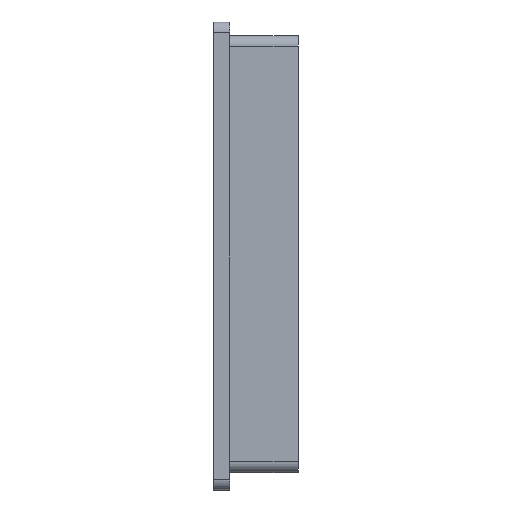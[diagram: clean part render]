
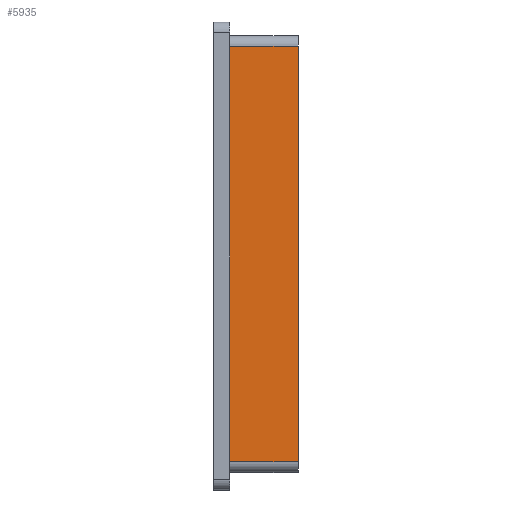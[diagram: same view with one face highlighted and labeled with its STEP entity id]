
A CAD part, left-side view. The second image highlights one B-rep face of the part: STEP entity #5935.
In plain terms, the highlighted planar face has unit normal (-1, 0, 0).
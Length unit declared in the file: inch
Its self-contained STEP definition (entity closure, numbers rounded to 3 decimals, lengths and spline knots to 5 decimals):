
#749=FACE_OUTER_BOUND('',#1193,.T.);
#1193=EDGE_LOOP('',(#4566,#4567,#4568,#4569));
#1540=LINE('',#8320,#2083);
#1547=LINE('',#8352,#2090);
#1623=LINE('',#8897,#2166);
#1625=LINE('',#8900,#2168);
#2083=VECTOR('',#7050,0.3937);
#2090=VECTOR('',#7079,0.3937);
#2166=VECTOR('',#7171,0.3937);
#2168=VECTOR('',#7175,0.3937);
#2678=VERTEX_POINT('',#8317);
#2679=VERTEX_POINT('',#8319);
#2692=VERTEX_POINT('',#8349);
#2693=VERTEX_POINT('',#8351);
#3324=EDGE_CURVE('',#2678,#2679,#1540,.T.);
#3340=EDGE_CURVE('',#2692,#2693,#1547,.T.);
#3485=EDGE_CURVE('',#2679,#2692,#1623,.T.);
#3487=EDGE_CURVE('',#2693,#2678,#1625,.T.);
#4566=ORIENTED_EDGE('',*,*,#3485,.F.);
#4567=ORIENTED_EDGE('',*,*,#3324,.F.);
#4568=ORIENTED_EDGE('',*,*,#3487,.F.);
#4569=ORIENTED_EDGE('',*,*,#3340,.F.);
#5727=PLANE('',#6396);
#5935=ADVANCED_FACE('',(#749),#5727,.T.);
#6396=AXIS2_PLACEMENT_3D('',#8899,#7173,#7174);
#7050=DIRECTION('',(0.,0.,1.));
#7079=DIRECTION('',(0.,0.,-1.));
#7171=DIRECTION('',(0.,-1.,0.));
#7173=DIRECTION('center_axis',(-1.,0.,0.));
#7174=DIRECTION('ref_axis',(0.,0.,1.));
#7175=DIRECTION('',(0.,1.,0.));
#8317=CARTESIAN_POINT('',(-2.1349,0.12572,0.17397));
#8319=CARTESIAN_POINT('',(-2.1349,0.12572,3.23755));
#8320=CARTESIAN_POINT('',(-2.1349,0.12572,3.31629));
#8349=CARTESIAN_POINT('',(-2.1349,-0.38609,3.23755));
#8351=CARTESIAN_POINT('',(-2.1349,-0.38609,0.17397));
#8352=CARTESIAN_POINT('',(-2.1349,-0.38609,3.31629));
#8897=CARTESIAN_POINT('',(-2.1349,-0.38609,3.23755));
#8899=CARTESIAN_POINT('Origin',(-2.1349,-0.38609,0.09523));
#8900=CARTESIAN_POINT('',(-2.1349,-0.38609,0.17397));
